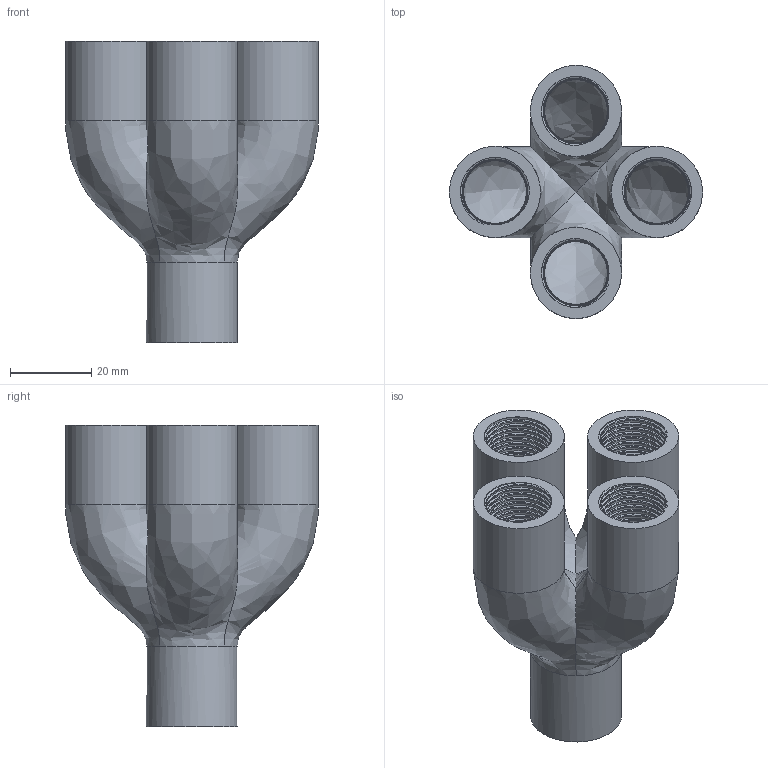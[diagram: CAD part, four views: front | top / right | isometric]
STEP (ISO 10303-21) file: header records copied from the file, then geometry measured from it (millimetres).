
FILE_DESCRIPTION( ( '' ), ' ' );
FILE_NAME( '5e72bcb332a09715c454cb4d.step', '2020-03-19T00:28:36', ( '' ), ( '' ), ' ', ' ', ' ' );
FILE_SCHEMA( ( 'AUTOMOTIVE_DESIGN { 1 0 10303 214 1 1 1 1 }' ) );
Length unit declared in the file: metre
Products named in the file (1): Part 3
Bounding box: 62.5 x 62.5 x 74.51 mm (x, y, z)
Surface area: 20713.1 mm2 (no closed solid volume)
Topology: 0 solids, 1 shells, 134 faces, 394 edges, 262 vertices
Faces by surface type: cone 95, bspline 19, cylinder 15, plane 5
Full cylindrical faces by diameter (mm): 15.5 x5, 22.5 x5
Entity records: 36631 total; most frequent: CARTESIAN_POINT 32701, ORIENTED_EDGE 720, DIRECTION 367, EDGE_CURVE 360, B_SPLINE_CURVE_WITH_KNOTS 245, VERTEX_POINT 244, EDGE_LOOP 156, FACE_OUTER_BOUND 151
